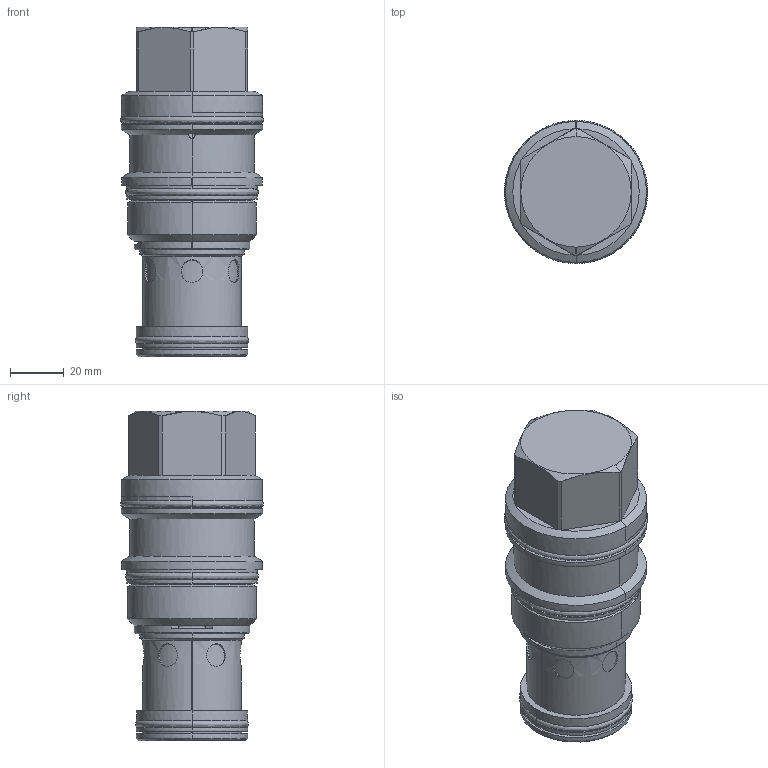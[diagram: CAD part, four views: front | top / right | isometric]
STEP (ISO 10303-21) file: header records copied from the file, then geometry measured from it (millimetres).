
FILE_DESCRIPTION((''),'2;1');
FILE_NAME('CKIBXCN_SW_PRT','2019-10-31T',('charlief'),(''),'PRO/ENGINEER BY PARAMETRIC TECHNOLOGY CORPORATION, 2016010','PRO/ENGINEER BY PARAMETRIC TECHNOLOGY CORPORATION, 2016010','');
FILE_SCHEMA(('CONFIG_CONTROL_DESIGN'));
Length unit declared in the file: inch
Products named in the file (1): CKIBXCN_SW_PRT
Bounding box: 53.06 x 53.06 x 122.2 mm (x, y, z)
Surface area: 36505.3 mm2 (no closed solid volume)
Topology: 0 solids, 0 shells, 182 faces, 844 edges, 832 vertices
Faces by surface type: bspline 160, torus 22
Entity records: 28957 total; most frequent: CARTESIAN_POINT 21606, DIRECTION 1176, TRIMMED_CURVE 924, DEFINITIONAL_REPRESENTATION 820, PCURVE 820, COMPOSITE_CURVE_SEGMENT 820, VECTOR 716, LINE 716
